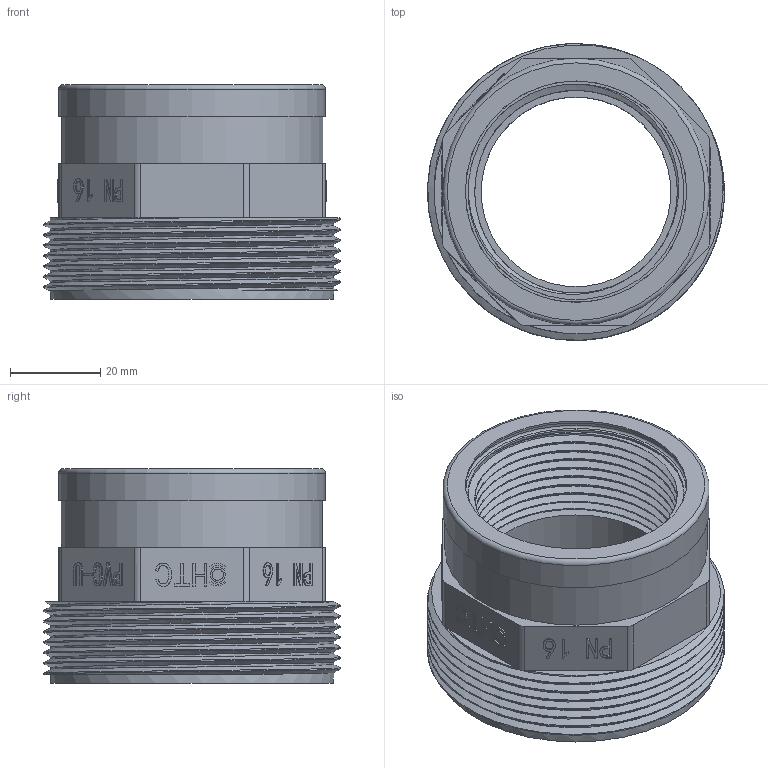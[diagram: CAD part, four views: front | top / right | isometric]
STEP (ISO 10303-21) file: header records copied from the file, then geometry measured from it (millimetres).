
FILE_DESCRIPTION(/* description */ (''),/* implementation_level */ '2;1');
FILE_NAME(/* name */ 'AFX600.SIG.050.step',/* time_stamp */ '2026-01-07T09:24:02+01:00',/* author */ (''),/* organization */ (''),/* preprocessor_version */ 'ST-DEVELOPER v20.1',/* originating_system */ 'Autodesk Translation Framework v14.21.0.0',/* authorisation */ '');
FILE_SCHEMA (('AUTOMOTIVE_DESIGN { 1 0 10303 214 3 1 1 }'));
Length unit declared in the file: millimetre
Products named in the file (1): 2026-01-07-08-16-59-387
Bounding box: 65.68 x 65.7 x 47.5 mm (x, y, z)
Volume: 62971.5 mm3; surface area: 29412.2 mm2
Topology: 2 solids, 2 shells, 387 faces, 1014 edges, 672 vertices
Faces by surface type: plane 218, bspline 104, cylinder 61, torus 4
Full cylindrical faces by diameter (mm): 2.486 x1, 3.315 x1, 42 x1, 44.845 x8, 47.803 x9, 48 x1, 49 x1, 50 x1, 58 x3, 59 x1, 62.752 x7, 65.71 x6
Entity records: 23504 total; most frequent: CARTESIAN_POINT 14538, ORIENTED_EDGE 2028, DIRECTION 1483, EDGE_CURVE 1014, VERTEX_POINT 672, LINE 643, VECTOR 643, EDGE_LOOP 432
